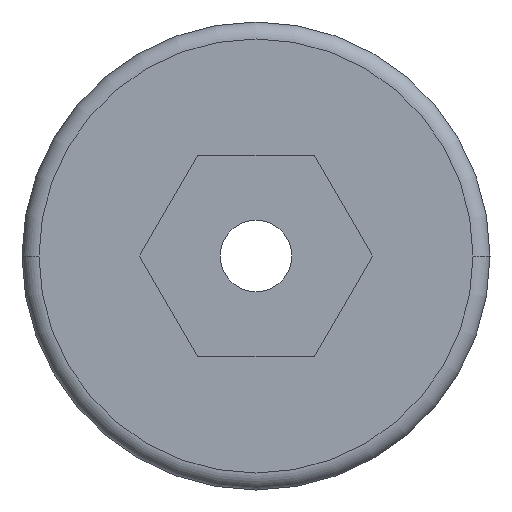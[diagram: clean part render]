
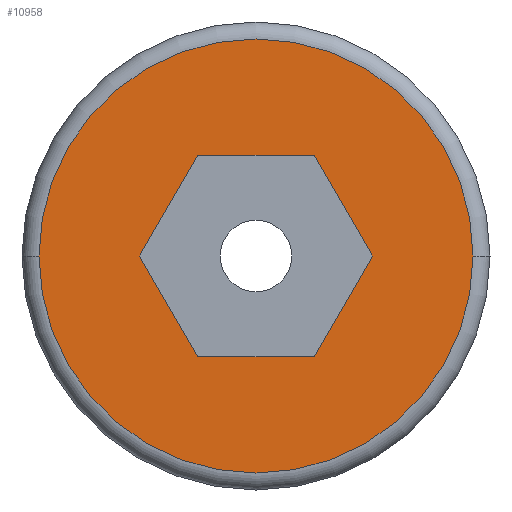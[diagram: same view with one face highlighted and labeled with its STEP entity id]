
A CAD part, left-side view. The second image highlights one B-rep face of the part: STEP entity #10958.
In plain terms, the highlighted planar face has unit normal (-1, 0, 0).
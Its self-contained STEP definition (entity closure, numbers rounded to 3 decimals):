
#4693=DIRECTION('',(0.,-0.5,0.866));
#4694=VECTOR('',#4693,1.744);
#4695=CARTESIAN_POINT('',(-3.91,1.744,0.));
#4696=LINE('',#4695,#4694);
#4697=DIRECTION('',(0.,0.5,0.866));
#4698=VECTOR('',#4697,1.744);
#4699=CARTESIAN_POINT('',(-3.91,0.872,-1.51));
#4700=LINE('',#4699,#4698);
#4701=DIRECTION('',(0.,1.,0.));
#4702=VECTOR('',#4701,1.744);
#4703=CARTESIAN_POINT('',(-3.91,-0.872,-1.51));
#4704=LINE('',#4703,#4702);
#4705=DIRECTION('',(0.,0.5,-0.866));
#4706=VECTOR('',#4705,1.744);
#4707=CARTESIAN_POINT('',(-3.91,-1.744,0.));
#4708=LINE('',#4707,#4706);
#4709=DIRECTION('',(0.,-0.5,-0.866));
#4710=VECTOR('',#4709,1.744);
#4711=CARTESIAN_POINT('',(-3.91,-0.872,1.51));
#4712=LINE('',#4711,#4710);
#4713=DIRECTION('',(0.,-1.,0.));
#4714=VECTOR('',#4713,1.744);
#4715=CARTESIAN_POINT('',(-3.91,0.872,1.51));
#4716=LINE('',#4715,#4714);
#4717=CARTESIAN_POINT('',(-3.91,0.,0.));
#4718=DIRECTION('',(-1.,0.,0.));
#4719=DIRECTION('',(0.,1.,0.));
#4720=AXIS2_PLACEMENT_3D('',#4717,#4718,#4719);
#4722=CARTESIAN_POINT('',(-3.91,0.,0.));
#4723=DIRECTION('',(-1.,0.,0.));
#4724=DIRECTION('',(0.,-1.,0.));
#4725=AXIS2_PLACEMENT_3D('',#4722,#4723,#4724);
#5044=CARTESIAN_POINT('',(-3.91,1.744,0.));
#5045=CARTESIAN_POINT('',(-3.91,0.872,1.51));
#5046=VERTEX_POINT('',#5044);
#5047=VERTEX_POINT('',#5045);
#5048=CARTESIAN_POINT('',(-3.91,-0.872,1.51));
#5049=VERTEX_POINT('',#5048);
#5050=CARTESIAN_POINT('',(-3.91,-1.744,0.));
#5051=VERTEX_POINT('',#5050);
#5052=CARTESIAN_POINT('',(-3.91,-0.872,-1.51));
#5053=VERTEX_POINT('',#5052);
#5054=CARTESIAN_POINT('',(-3.91,0.872,-1.51));
#5055=VERTEX_POINT('',#5054);
#5056=CARTESIAN_POINT('',(-3.91,3.246,0.));
#5057=CARTESIAN_POINT('',(-3.91,-3.246,0.));
#5058=VERTEX_POINT('',#5056);
#5059=VERTEX_POINT('',#5057);
#10934=CARTESIAN_POINT('',(-3.91,0.,0.));
#10935=DIRECTION('',(1.,0.,0.));
#10936=DIRECTION('',(0.,-1.,0.));
#10937=AXIS2_PLACEMENT_3D('',#10934,#10935,#10936);
#10938=PLANE('',#10937);
#10940=ORIENTED_EDGE('',*,*,#10939,.F.);
#10941=ORIENTED_EDGE('',*,*,#10924,.F.);
#10942=EDGE_LOOP('',(#10940,#10941));
#10943=FACE_OUTER_BOUND('',#10942,.F.);
#10945=ORIENTED_EDGE('',*,*,#10944,.F.);
#10947=ORIENTED_EDGE('',*,*,#10946,.F.);
#10949=ORIENTED_EDGE('',*,*,#10948,.F.);
#10951=ORIENTED_EDGE('',*,*,#10950,.F.);
#10953=ORIENTED_EDGE('',*,*,#10952,.F.);
#10955=ORIENTED_EDGE('',*,*,#10954,.F.);
#10956=EDGE_LOOP('',(#10945,#10947,#10949,#10951,#10953,#10955));
#10957=FACE_BOUND('',#10956,.F.);
#4721=CIRCLE('',#4720,3.246);
#4726=CIRCLE('',#4725,3.246);
#10924=EDGE_CURVE('',#5059,#5058,#4726,.T.);
#10939=EDGE_CURVE('',#5058,#5059,#4721,.T.);
#10944=EDGE_CURVE('',#5046,#5047,#4696,.T.);
#10946=EDGE_CURVE('',#5055,#5046,#4700,.T.);
#10948=EDGE_CURVE('',#5053,#5055,#4704,.T.);
#10950=EDGE_CURVE('',#5051,#5053,#4708,.T.);
#10952=EDGE_CURVE('',#5049,#5051,#4712,.T.);
#10954=EDGE_CURVE('',#5047,#5049,#4716,.T.);
#10958=ADVANCED_FACE('',(#10943,#10957),#10938,.F.);
